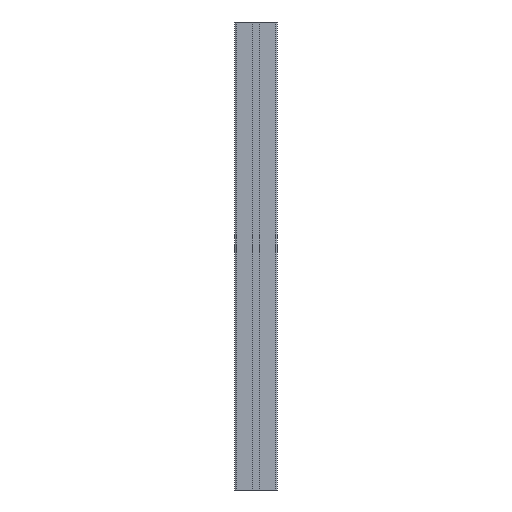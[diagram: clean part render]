
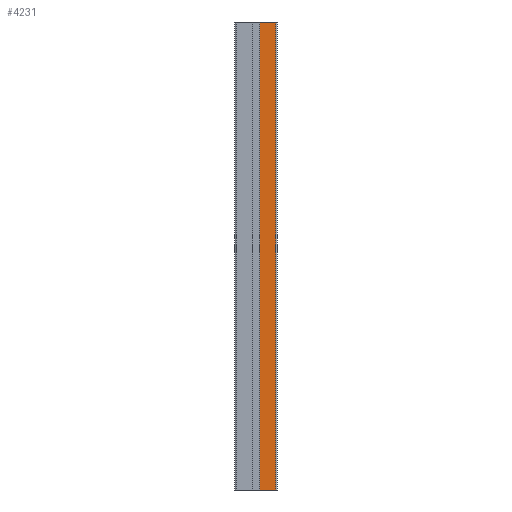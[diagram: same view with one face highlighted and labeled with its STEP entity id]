
A CAD part, left-side view. The second image highlights one B-rep face of the part: STEP entity #4231.
In plain terms, the highlighted planar face has unit normal (-1, 0, 0).
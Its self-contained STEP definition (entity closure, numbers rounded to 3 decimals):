
#353=FACE_OUTER_BOUND('',#570,.T.);
#570=EDGE_LOOP('',(#3578,#3579,#3580,#3581));
#1024=LINE('',#6694,#1544);
#1078=LINE('',#6811,#1598);
#1079=LINE('',#6814,#1599);
#1080=LINE('',#6815,#1600);
#1544=VECTOR('',#5482,10.);
#1598=VECTOR('',#5578,10.);
#1599=VECTOR('',#5581,10.);
#1600=VECTOR('',#5582,10.);
#1987=VERTEX_POINT('',#6691);
#1988=VERTEX_POINT('',#6693);
#2030=VERTEX_POINT('',#6809);
#2031=VERTEX_POINT('',#6813);
#2555=EDGE_CURVE('',#1987,#1988,#1024,.T.);
#2614=EDGE_CURVE('',#1987,#2030,#1078,.T.);
#2615=EDGE_CURVE('',#2031,#2030,#1079,.T.);
#2616=EDGE_CURVE('',#1988,#2031,#1080,.T.);
#3578=ORIENTED_EDGE('',*,*,#2614,.T.);
#3579=ORIENTED_EDGE('',*,*,#2615,.F.);
#3580=ORIENTED_EDGE('',*,*,#2616,.F.);
#3581=ORIENTED_EDGE('',*,*,#2555,.F.);
#4029=PLANE('',#4545);
#4231=ADVANCED_FACE('',(#353),#4029,.T.);
#4545=AXIS2_PLACEMENT_3D('',#6812,#5579,#5580);
#5482=DIRECTION('',(0.,1.,0.));
#5578=DIRECTION('',(0.,0.,1.));
#5579=DIRECTION('center_axis',(-1.,0.,0.));
#5580=DIRECTION('ref_axis',(0.,-1.,0.));
#5581=DIRECTION('',(0.,-1.,0.));
#5582=DIRECTION('',(0.,0.,1.));
#6691=CARTESIAN_POINT('',(-22.5,-42.,-500.));
#6693=CARTESIAN_POINT('',(-22.5,-7.5,-500.));
#6694=CARTESIAN_POINT('',(-22.5,-7.5,-500.));
#6809=CARTESIAN_POINT('',(-22.5,-42.,500.));
#6811=CARTESIAN_POINT('',(-22.5,-42.,0.));
#6812=CARTESIAN_POINT('Origin',(-22.5,-7.5,0.));
#6813=CARTESIAN_POINT('',(-22.5,-7.5,500.));
#6814=CARTESIAN_POINT('',(-22.5,-7.5,500.));
#6815=CARTESIAN_POINT('',(-22.5,-7.5,0.));
